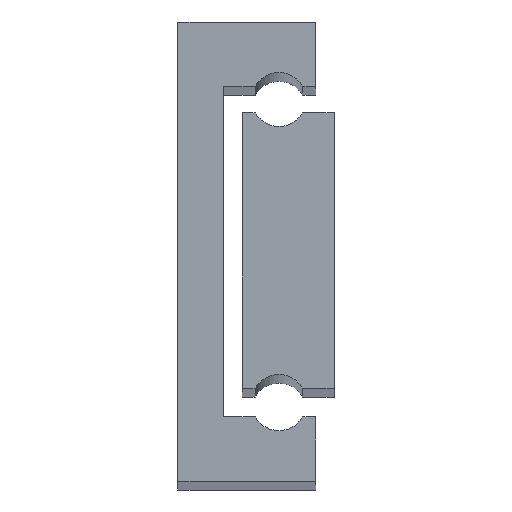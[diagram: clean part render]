
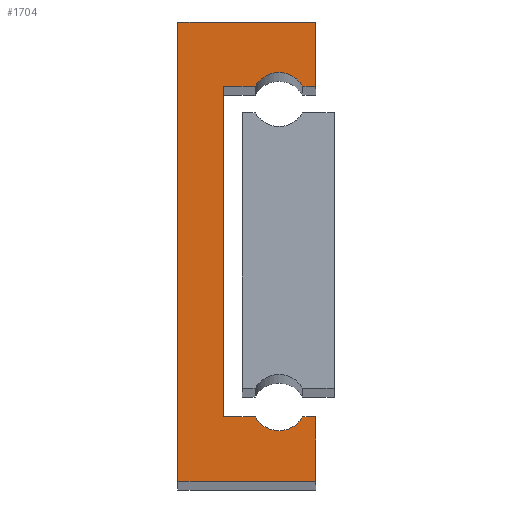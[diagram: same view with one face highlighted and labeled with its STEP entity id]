
A CAD part, top view. The second image highlights one B-rep face of the part: STEP entity #1704.
In plain terms, the highlighted planar face has unit normal (0, 0, 1).
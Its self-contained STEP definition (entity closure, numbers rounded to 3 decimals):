
#18 = ORIENTED_EDGE ( 'NONE', *, *, #1224, .T. ) ;
#30 = ORIENTED_EDGE ( 'NONE', *, *, #331, .T. ) ;
#32 = ORIENTED_EDGE ( 'NONE', *, *, #1889, .T. ) ;
#71 = VERTEX_POINT ( 'NONE', #1061 ) ;
#72 = CARTESIAN_POINT ( 'NONE',  ( 8.402, 7., 275. ) ) ;
#128 = LINE ( 'NONE', #724, #788 ) ;
#141 = CARTESIAN_POINT ( 'NONE',  ( 13.598, 43., 275. ) ) ;
#154 = ORIENTED_EDGE ( 'NONE', *, *, #285, .T. ) ;
#162 = EDGE_CURVE ( 'NONE', #444, #1238, #1776, .T. ) ;
#204 = ORIENTED_EDGE ( 'NONE', *, *, #1708, .T. ) ;
#226 = CARTESIAN_POINT ( 'NONE',  ( 15., 50., 275. ) ) ;
#237 = CARTESIAN_POINT ( 'NONE',  ( 8.402, 43., 275. ) ) ;
#267 = CARTESIAN_POINT ( 'NONE',  ( 0., 0., 275. ) ) ;
#280 = EDGE_CURVE ( 'NONE', #1492, #1406, #1687, .T. ) ;
#281 = VECTOR ( 'NONE', #1388, 1000. ) ;
#282 = CARTESIAN_POINT ( 'NONE',  ( 15., 7., 275. ) ) ;
#285 = EDGE_CURVE ( 'NONE', #1001, #1083, #1153, .T. ) ;
#301 = CARTESIAN_POINT ( 'NONE',  ( 0., 0., 275. ) ) ;
#304 = DIRECTION ( 'NONE',  ( 0., 1., 0. ) ) ;
#326 = CARTESIAN_POINT ( 'NONE',  ( 5., 7., 275. ) ) ;
#331 = EDGE_CURVE ( 'NONE', #71, #946, #1707, .T. ) ;
#333 = CARTESIAN_POINT ( 'NONE',  ( 0., 50., 275. ) ) ;
#343 = EDGE_CURVE ( 'NONE', #673, #1492, #654, .T. ) ;
#407 = CARTESIAN_POINT ( 'NONE',  ( 0., 50., 275. ) ) ;
#427 = DIRECTION ( 'NONE',  ( 0., 0., -1. ) ) ;
#435 = LINE ( 'NONE', #1207, #637 ) ;
#444 = VERTEX_POINT ( 'NONE', #1291 ) ;
#449 = ORIENTED_EDGE ( 'NONE', *, *, #162, .T. ) ;
#472 = VECTOR ( 'NONE', #1940, 1000. ) ;
#489 = DIRECTION ( 'NONE',  ( -1., 0., 0. ) ) ;
#528 = ORIENTED_EDGE ( 'NONE', *, *, #280, .T. ) ;
#579 = PLANE ( 'NONE',  #1156 ) ;
#609 = CARTESIAN_POINT ( 'NONE',  ( 11., 8.5, 275. ) ) ;
#632 = DIRECTION ( 'NONE',  ( 0., 0., -1. ) ) ;
#633 = VECTOR ( 'NONE', #304, 1000. ) ;
#637 = VECTOR ( 'NONE', #1056, 1000. ) ;
#654 = LINE ( 'NONE', #72, #1567 ) ;
#665 = VECTOR ( 'NONE', #489, 1000. ) ;
#673 = VERTEX_POINT ( 'NONE', #1057 ) ;
#686 = EDGE_CURVE ( 'NONE', #1623, #847, #1667, .T. ) ;
#709 = DIRECTION ( 'NONE',  ( 1., 0., 0. ) ) ;
#720 = FACE_OUTER_BOUND ( 'NONE', #1075, .T. ) ;
#724 = CARTESIAN_POINT ( 'NONE',  ( 8.402, 43., 275. ) ) ;
#752 = CARTESIAN_POINT ( 'NONE',  ( 0., 0., 275. ) ) ;
#753 = ORIENTED_EDGE ( 'NONE', *, *, #1624, .T. ) ;
#788 = VECTOR ( 'NONE', #709, 1000. ) ;
#847 = VERTEX_POINT ( 'NONE', #972 ) ;
#892 = VECTOR ( 'NONE', #1252, 1000. ) ;
#895 = AXIS2_PLACEMENT_3D ( 'NONE', #609, #1825, #1383 ) ;
#930 = LINE ( 'NONE', #1671, #633 ) ;
#937 = DIRECTION ( 'NONE',  ( 0., 1., 0. ) ) ;
#946 = VERTEX_POINT ( 'NONE', #407 ) ;
#963 = CARTESIAN_POINT ( 'NONE',  ( 5., 43., 275. ) ) ;
#972 = CARTESIAN_POINT ( 'NONE',  ( 15., 0., 275. ) ) ;
#1001 = VERTEX_POINT ( 'NONE', #237 ) ;
#1056 = DIRECTION ( 'NONE',  ( 1., 0., 0. ) ) ;
#1057 = CARTESIAN_POINT ( 'NONE',  ( 8.402, 7., 275. ) ) ;
#1061 = CARTESIAN_POINT ( 'NONE',  ( 15., 50., 275. ) ) ;
#1075 = EDGE_LOOP ( 'NONE', ( #1290, #1416, #1710, #449, #753, #1990, #528, #18, #154, #204, #32, #30 ) ) ;
#1083 = VERTEX_POINT ( 'NONE', #141 ) ;
#1087 = VECTOR ( 'NONE', #937, 1000. ) ;
#1153 = CIRCLE ( 'NONE', #1690, 3. ) ;
#1156 = AXIS2_PLACEMENT_3D ( 'NONE', #1199, #427, #1966 ) ;
#1199 = CARTESIAN_POINT ( 'NONE',  ( 11., 41.5, 275. ) ) ;
#1207 = CARTESIAN_POINT ( 'NONE',  ( 15., 43., 275. ) ) ;
#1224 = EDGE_CURVE ( 'NONE', #1406, #1001, #128, .T. ) ;
#1238 = VERTEX_POINT ( 'NONE', #1493 ) ;
#1252 = DIRECTION ( 'NONE',  ( 1., 0., 0. ) ) ;
#1262 = CARTESIAN_POINT ( 'NONE',  ( 11., 41.5, 275. ) ) ;
#1290 = ORIENTED_EDGE ( 'NONE', *, *, #1405, .T. ) ;
#1291 = CARTESIAN_POINT ( 'NONE',  ( 15., 7., 275. ) ) ;
#1296 = CARTESIAN_POINT ( 'NONE',  ( 15., 43., 275. ) ) ;
#1311 = DIRECTION ( 'NONE',  ( -1., 0., 0. ) ) ;
#1357 = EDGE_CURVE ( 'NONE', #847, #444, #930, .T. ) ;
#1383 = DIRECTION ( 'NONE',  ( 1., 0., 0. ) ) ;
#1388 = DIRECTION ( 'NONE',  ( 0., -1., 0. ) ) ;
#1405 = EDGE_CURVE ( 'NONE', #946, #1623, #1521, .T. ) ;
#1406 = VERTEX_POINT ( 'NONE', #963 ) ;
#1412 = CIRCLE ( 'NONE', #895, 3. ) ;
#1416 = ORIENTED_EDGE ( 'NONE', *, *, #686, .T. ) ;
#1445 = VECTOR ( 'NONE', #1926, 1000. ) ;
#1492 = VERTEX_POINT ( 'NONE', #1936 ) ;
#1493 = CARTESIAN_POINT ( 'NONE',  ( 13.598, 7., 275. ) ) ;
#1521 = LINE ( 'NONE', #752, #281 ) ;
#1567 = VECTOR ( 'NONE', #1311, 1000. ) ;
#1623 = VERTEX_POINT ( 'NONE', #267 ) ;
#1624 = EDGE_CURVE ( 'NONE', #1238, #673, #1412, .T. ) ;
#1667 = LINE ( 'NONE', #301, #892 ) ;
#1671 = CARTESIAN_POINT ( 'NONE',  ( 15., 0., 275. ) ) ;
#1687 = LINE ( 'NONE', #326, #1087 ) ;
#1690 = AXIS2_PLACEMENT_3D ( 'NONE', #1262, #632, #1847 ) ;
#1704 = ADVANCED_FACE ( 'NONE', ( #720 ), #579, .F. ) ;
#1707 = LINE ( 'NONE', #333, #665 ) ;
#1708 = EDGE_CURVE ( 'NONE', #1083, #1877, #435, .T. ) ;
#1710 = ORIENTED_EDGE ( 'NONE', *, *, #1357, .T. ) ;
#1751 = LINE ( 'NONE', #226, #1445 ) ;
#1776 = LINE ( 'NONE', #282, #472 ) ;
#1825 = DIRECTION ( 'NONE',  ( 0., 0., -1. ) ) ;
#1847 = DIRECTION ( 'NONE',  ( -1., 0., 0. ) ) ;
#1877 = VERTEX_POINT ( 'NONE', #1296 ) ;
#1889 = EDGE_CURVE ( 'NONE', #1877, #71, #1751, .T. ) ;
#1926 = DIRECTION ( 'NONE',  ( 0., 1., 0. ) ) ;
#1936 = CARTESIAN_POINT ( 'NONE',  ( 5., 7., 275. ) ) ;
#1940 = DIRECTION ( 'NONE',  ( -1., 0., 0. ) ) ;
#1966 = DIRECTION ( 'NONE',  ( -1., 0., 0. ) ) ;
#1990 = ORIENTED_EDGE ( 'NONE', *, *, #343, .T. ) ;
